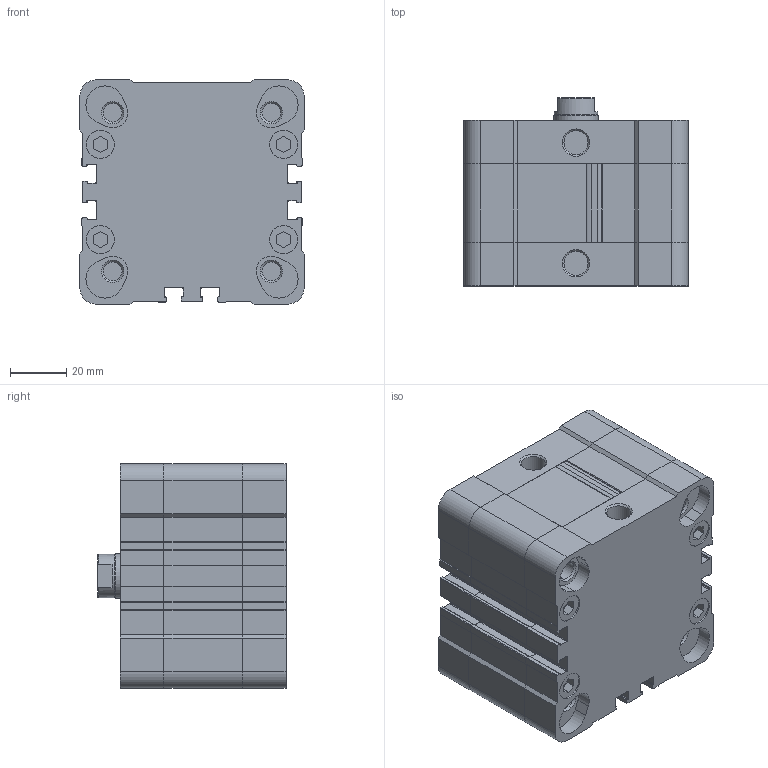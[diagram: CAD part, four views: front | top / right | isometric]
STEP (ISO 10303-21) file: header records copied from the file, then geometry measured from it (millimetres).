
FILE_DESCRIPTION(/* description */ (''),/* implementation_level */ '2;1');
FILE_NAME(/* name */ 'NSKI063.0005.stp',/* time_stamp */ '2021-11-08T14:49:07+01:00',/* author */ ('Operator CNC'),/* organization */ (''),/* preprocessor_version */ 'ST-DEVELOPER v15.6',/* originating_system */ 'Autodesk Inventor 2015',/* authorisation */ '');
FILE_SCHEMA (('AUTOMOTIVE_DESIGN { 1 0 10303 214 3 1 1 }'));
Length unit declared in the file: millimetre
Products named in the file (6): _NSKI_63_STD_fh; _NSKI_63_10_10_STD_F_r; _NSKI_63_10_STD_ba; _NSKI_63_STD_rh; _NSKI_63_10_STD_pen; NSKI_63_10_-_STD_F_-_(-_0_0)
Assembly tree (5 placements, depth 2):
  NSKI_63_10_-_STD_F_-_(-_0_0)
    _NSKI_63_STD_fh
    _NSKI_63_10_10_STD_F_r
    _NSKI_63_10_STD_ba
    _NSKI_63_STD_rh
    _NSKI_63_10_STD_pen
Bounding box: 80 x 67 x 80 mm (x, y, z)
Volume: 312760.7 mm3; surface area: 75942.8 mm2
Topology: 5 solids, 5 shells, 599 faces, 1656 edges, 1098 vertices
Faces by surface type: plane 373, cylinder 205, cone 21
Full cylindrical faces by diameter (mm): 6.647 x9, 8.25 x1, 8.566 x2, 10 x8, 15.5 x1, 16 x2, 63 x4
Entity records: 19014 total; most frequent: CARTESIAN_POINT 3324, DIRECTION 3256, ORIENTED_EDGE 3214, EDGE_CURVE 1607, LINE 1170, VECTOR 1170, VERTEX_POINT 1095, AXIS2_PLACEMENT_3D 1043
